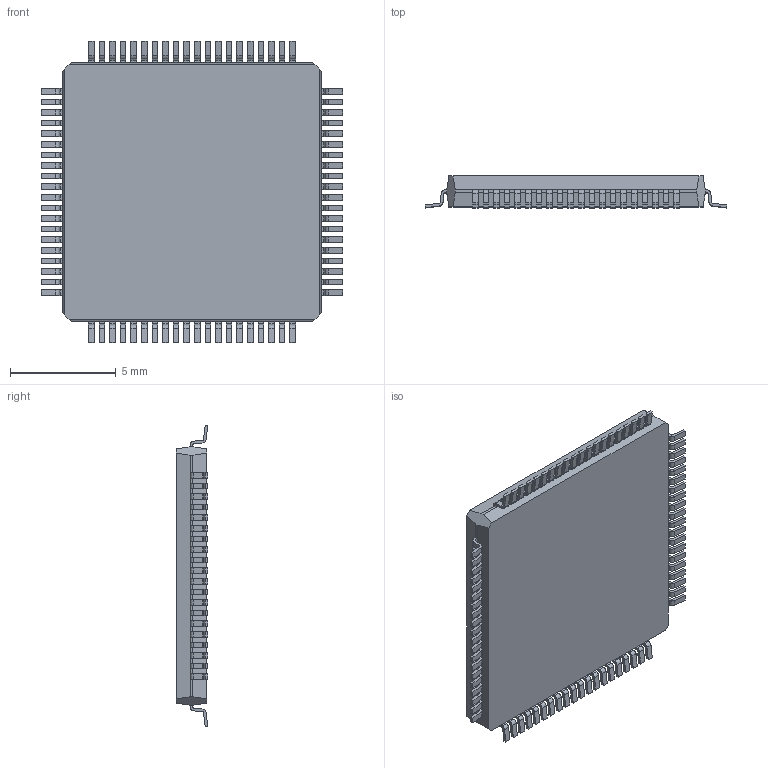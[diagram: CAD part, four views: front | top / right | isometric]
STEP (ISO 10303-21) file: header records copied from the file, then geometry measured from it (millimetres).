
FILE_DESCRIPTION(/* description */ (''),/* implementation_level */ '2;1');
FILE_NAME(/* name */ 'MSP430F5529 v13.step',/* time_stamp */ '2020-06-04T21:04:15-05:00',/* author */ (''),/* organization */ (''),/* preprocessor_version */ 'ST-DEVELOPER v18.1',/* originating_system */ 'Autodesk Translation Framework v9.3.0.1241',/* authorisation */ '');
FILE_SCHEMA (('AUTOMOTIVE_DESIGN { 1 0 10303 214 3 1 1 }'));
Length unit declared in the file: millimetre
Products named in the file (1): MSP430F5529
Bounding box: 14.22 x 1.5 x 14.22 mm (x, y, z)
Volume: 216.6 mm3; surface area: 467.5 mm2
Topology: 81 solids, 81 shells, 1515 faces, 4002 edges, 2668 vertices
Faces by surface type: plane 940, cylinder 322, bspline 253
Full cylindrical faces by diameter (mm): 0.8 x1
Entity records: 48314 total; most frequent: CARTESIAN_POINT 11867, ORIENTED_EDGE 8004, DIRECTION 6782, EDGE_CURVE 4002, LINE 2852, VECTOR 2852, VERTEX_POINT 2668, AXIS2_PLACEMENT_3D 1965
